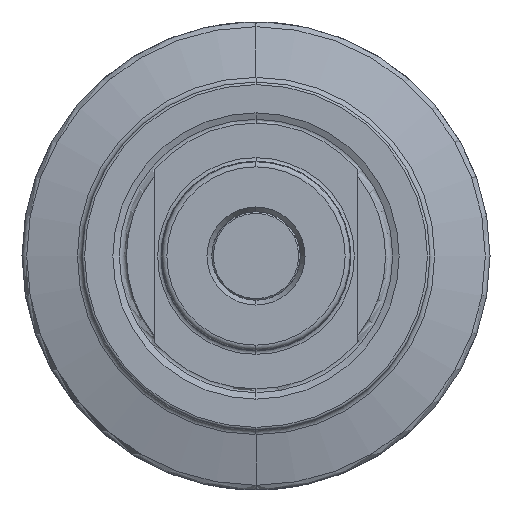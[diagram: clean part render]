
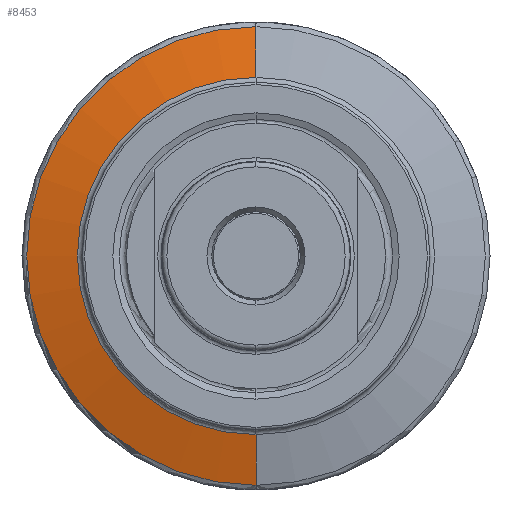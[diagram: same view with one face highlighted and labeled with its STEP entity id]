
A CAD part, left-side view. The second image highlights one B-rep face of the part: STEP entity #8453.
In plain terms, the highlighted conical face has half-angle 75 degrees and reference radius 37 mm.
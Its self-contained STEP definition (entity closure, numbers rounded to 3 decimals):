
#108 = DIRECTION ( 'NONE',  ( 0., 0., 1. ) ) ;
#334 = CARTESIAN_POINT ( 'NONE',  ( 45.199, 0., 0. ) ) ;
#341 = CONICAL_SURFACE ( 'NONE', #7869, 37., 1.309 ) ;
#462 = EDGE_LOOP ( 'NONE', ( #6653, #2224, #1331, #1197 ) ) ;
#1024 = DIRECTION ( 'NONE',  ( 0., 0., -1. ) ) ;
#1088 = VECTOR ( 'NONE', #6748, 1000. ) ;
#1197 = ORIENTED_EDGE ( 'NONE', *, *, #8669, .F. ) ;
#1279 = VECTOR ( 'NONE', #8809, 1000. ) ;
#1331 = ORIENTED_EDGE ( 'NONE', *, *, #4868, .T. ) ;
#1360 = CARTESIAN_POINT ( 'NONE',  ( 47.347, 0., 36.259 ) ) ;
#1935 = AXIS2_PLACEMENT_3D ( 'NONE', #334, #5163, #1024 ) ;
#2167 = CARTESIAN_POINT ( 'NONE',  ( 45.199, 0., -28.241 ) ) ;
#2224 = ORIENTED_EDGE ( 'NONE', *, *, #5084, .T. ) ;
#2290 = DIRECTION ( 'NONE',  ( 1., 0., 0. ) ) ;
#2367 = FACE_OUTER_BOUND ( 'NONE', #462, .T. ) ;
#2833 = CARTESIAN_POINT ( 'NONE',  ( 45.199, 0., 28.241 ) ) ;
#3125 = LINE ( 'NONE', #4644, #1088 ) ;
#3240 = AXIS2_PLACEMENT_3D ( 'NONE', #8413, #4256, #108 ) ;
#3723 = CARTESIAN_POINT ( 'NONE',  ( 47.347, 0., -36.259 ) ) ;
#4256 = DIRECTION ( 'NONE',  ( -1., 0., 0. ) ) ;
#4592 = VERTEX_POINT ( 'NONE', #1360 ) ;
#4635 = CARTESIAN_POINT ( 'NONE',  ( 47.546, 0., 37. ) ) ;
#4644 = CARTESIAN_POINT ( 'NONE',  ( 47.546, 0., -37. ) ) ;
#4732 = LINE ( 'NONE', #4635, #1279 ) ;
#4868 = EDGE_CURVE ( 'NONE', #4592, #7836, #7693, .T. ) ;
#5084 = EDGE_CURVE ( 'NONE', #8900, #4592, #4732, .T. ) ;
#5163 = DIRECTION ( 'NONE',  ( 1., 0., 0. ) ) ;
#5301 = VERTEX_POINT ( 'NONE', #2167 ) ;
#6384 = EDGE_CURVE ( 'NONE', #5301, #8900, #7575, .T. ) ;
#6480 = CARTESIAN_POINT ( 'NONE',  ( 47.546, 0., 0. ) ) ;
#6653 = ORIENTED_EDGE ( 'NONE', *, *, #6384, .T. ) ;
#6748 = DIRECTION ( 'NONE',  ( 0.259, 0., -0.966 ) ) ;
#7187 = DIRECTION ( 'NONE',  ( 0., 0., -1. ) ) ;
#7575 = CIRCLE ( 'NONE', #1935, 28.241 ) ;
#7693 = CIRCLE ( 'NONE', #3240, 36.259 ) ;
#7836 = VERTEX_POINT ( 'NONE', #3723 ) ;
#7869 = AXIS2_PLACEMENT_3D ( 'NONE', #6480, #2290, #7187 ) ;
#8413 = CARTESIAN_POINT ( 'NONE',  ( 47.347, 0., 0. ) ) ;
#8453 = ADVANCED_FACE ( 'NONE', ( #2367 ), #341, .T. ) ;
#8669 = EDGE_CURVE ( 'NONE', #5301, #7836, #3125, .T. ) ;
#8809 = DIRECTION ( 'NONE',  ( 0.259, 0., 0.966 ) ) ;
#8900 = VERTEX_POINT ( 'NONE', #2833 ) ;
